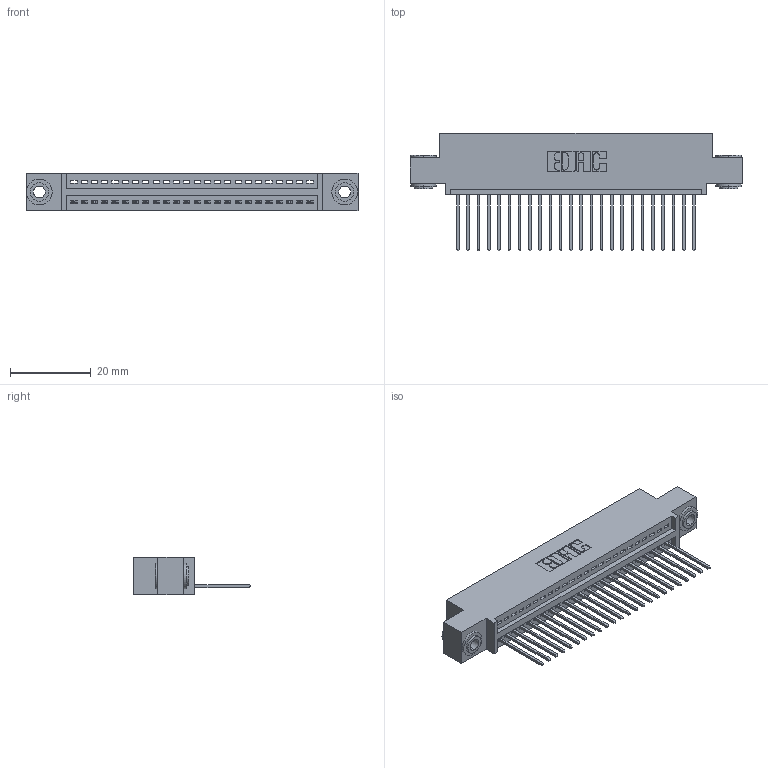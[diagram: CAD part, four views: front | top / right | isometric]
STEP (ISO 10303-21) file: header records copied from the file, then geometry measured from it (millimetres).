
FILE_DESCRIPTION (( 'STEP AP203' ), '1' );
FILE_NAME ('345-024-540-403.STEP', '2019-10-05T04:35:48', ( '' ), ( '' ), 'SwSTEP 2.0', 'SolidWorks 2016', '' );
FILE_SCHEMA (( 'CONFIG_CONTROL_DESIGN' ));
Length unit declared in the file: inch
Products named in the file (4): 345-250-002_345-250-002-102; 345 Part_0.110 Offset - 0.156 Dia-TH; 345-292-001_345-293-140; 345-024-540-403
Assembly tree (27 placements, depth 2):
  345-024-540-403
    345 Part_0.110 Offset - 0.156 Dia-TH
    345-292-001_345-293-140  x24
    345-250-002_345-250-002-102  x2
Bounding box: 82.17 x 29.13 x 9.4 mm (x, y, z)
Volume: 7635.6 mm3; surface area: 10432.6 mm2
Topology: 27 solids, 27 shells, 1560 faces, 4653 edges, 3066 vertices
Faces by surface type: plane 1054, cylinder 498, cone 8
Entity records: 21286 total; most frequent: CARTESIAN_POINT 3667, ORIENTED_EDGE 3618, DIRECTION 3259, EDGE_CURVE 1809, VECTOR 1557, LINE 1557, VERTEX_POINT 1202, AXIS2_PLACEMENT_3D 851
